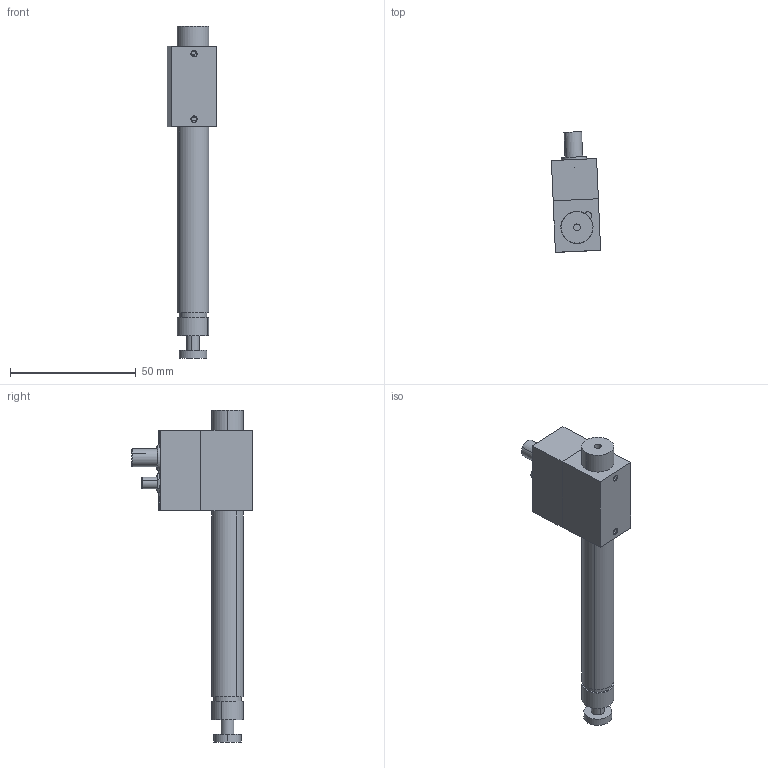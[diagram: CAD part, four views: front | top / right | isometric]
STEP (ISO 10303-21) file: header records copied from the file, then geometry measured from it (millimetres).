
FILE_DESCRIPTION (( 'STEP AP214' ), '1' );
FILE_NAME ('12772-E0W.step', '2007-11-13T06:07:21', ( ' ' ), ( ' ' ), 'SwSTEP 2.0', 'SolidWorks 2007', '' );
FILE_SCHEMA (( 'AUTOMOTIVE_DESIGN' ));
Length unit declared in the file: inch
Products named in the file (1): 12772-E0W
Bounding box: 19.6 x 48.01 x 132 mm (x, y, z)
Surface area: 11772.5 mm2 (no closed solid volume)
Topology: 0 solids, 26 shells, 128 faces, 519 edges, 412 vertices
Faces by surface type: plane 81, cylinder 38, cone 8, bspline 1
Entity records: 8573 total; most frequent: CARTESIAN_POINT 2798, DIRECTION 771, ORIENTED_EDGE 727, EDGE_CURVE 515, VERTEX_POINT 412, VECTOR 305, LINE 305, AXIS2_PLACEMENT_3D 233
